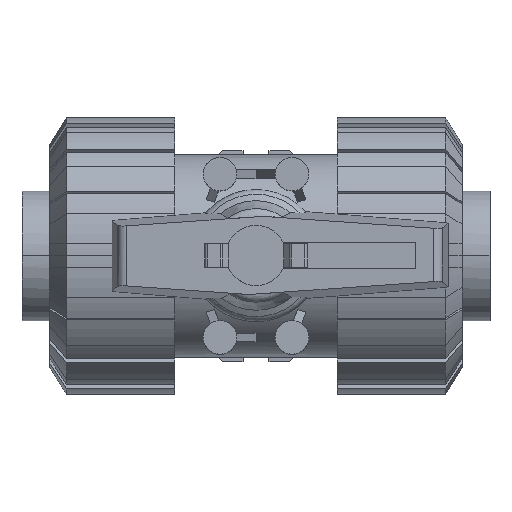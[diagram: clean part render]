
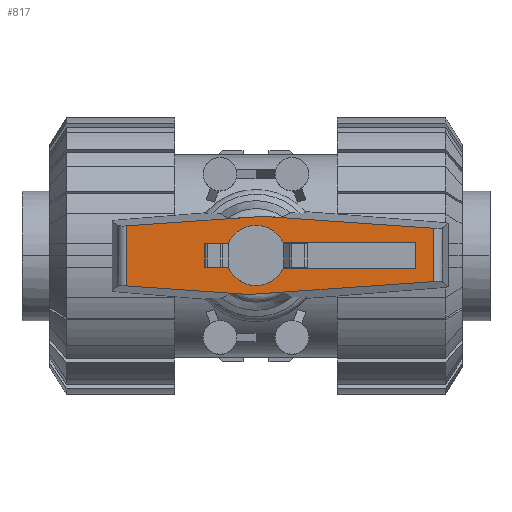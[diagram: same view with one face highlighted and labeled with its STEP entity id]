
A CAD part, top view. The second image highlights one B-rep face of the part: STEP entity #817.
In plain terms, the highlighted planar face has unit normal (0, 0, 1).
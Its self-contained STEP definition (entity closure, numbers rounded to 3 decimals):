
#817=ADVANCED_FACE('',(#1881,#1882),#1883,.T.);
#1881=FACE_BOUND('',#3263,.T.);
#1882=FACE_OUTER_BOUND('',#3264,.T.);
#1883=PLANE('',#3265);
#3263=EDGE_LOOP('',(#5715,#5716,#5717,#5718,#5719,#5720,#5721,#5722));
#3264=EDGE_LOOP('',(#5723,#5724,#5725,#5726,#5727,#5728,#5729,#5730));
#3265=AXIS2_PLACEMENT_3D('',#5731,#5732,#5733);
#5715=ORIENTED_EDGE('',*,*,#9077,.T.);
#5716=ORIENTED_EDGE('',*,*,#9162,.T.);
#5717=ORIENTED_EDGE('',*,*,#9240,.T.);
#5718=ORIENTED_EDGE('',*,*,#9167,.T.);
#5719=ORIENTED_EDGE('',*,*,#9066,.T.);
#5720=ORIENTED_EDGE('',*,*,#9062,.T.);
#5721=ORIENTED_EDGE('',*,*,#9058,.T.);
#5722=ORIENTED_EDGE('',*,*,#9053,.T.);
#5723=ORIENTED_EDGE('',*,*,#9277,.T.);
#5724=ORIENTED_EDGE('',*,*,#9327,.T.);
#5725=ORIENTED_EDGE('',*,*,#9314,.T.);
#5726=ORIENTED_EDGE('',*,*,#9304,.T.);
#5727=ORIENTED_EDGE('',*,*,#9296,.T.);
#5728=ORIENTED_EDGE('',*,*,#9329,.F.);
#5729=ORIENTED_EDGE('',*,*,#9231,.T.);
#5730=ORIENTED_EDGE('',*,*,#9269,.T.);
#5731=CARTESIAN_POINT('',(3.932,0.0,103.5));
#5732=DIRECTION('',(0.0,0.0,1.0));
#5733=DIRECTION('',(1.0,0.0,0.0));
#9053=EDGE_CURVE('',#10825,#10826,#10827,.T.);
#9058=EDGE_CURVE('',#10834,#10825,#10835,.T.);
#9062=EDGE_CURVE('',#10840,#10834,#10841,.T.);
#9066=EDGE_CURVE('',#10846,#10840,#10847,.T.);
#9077=EDGE_CURVE('',#10826,#10861,#10862,.T.);
#9162=EDGE_CURVE('',#10861,#10980,#10982,.T.);
#9167=EDGE_CURVE('',#10988,#10846,#10989,.T.);
#9231=EDGE_CURVE('',#11096,#11094,#11097,.T.);
#9240=EDGE_CURVE('',#10980,#10988,#11109,.T.);
#9269=EDGE_CURVE('',#11094,#11146,#11148,.T.);
#9277=EDGE_CURVE('',#11146,#11161,#11163,.T.);
#9296=EDGE_CURVE('',#11193,#11191,#11194,.T.);
#9304=EDGE_CURVE('',#11207,#11193,#11208,.T.);
#9314=EDGE_CURVE('',#11219,#11207,#11220,.T.);
#9327=EDGE_CURVE('',#11161,#11219,#11238,.T.);
#9329=EDGE_CURVE('',#11096,#11191,#11240,.T.);
#10825=VERTEX_POINT('',#13424);
#10826=VERTEX_POINT('',#13425);
#10827=LINE('',#13426,#13427);
#10834=VERTEX_POINT('',#13437);
#10835=LINE('',#13438,#13439);
#10840=VERTEX_POINT('',#13446);
#10841=LINE('',#13447,#13448);
#10846=VERTEX_POINT('',#13455);
#10847=CIRCLE('',#13456,6.286);
#10861=VERTEX_POINT('',#13474);
#10862=CIRCLE('',#13475,6.286);
#10980=VERTEX_POINT('',#13636);
#10982=LINE('',#13639,#13640);
#10988=VERTEX_POINT('',#13648);
#10989=LINE('',#13649,#13650);
#11094=VERTEX_POINT('',#14006);
#11096=VERTEX_POINT('',#14009);
#11097=LINE('',#14010,#14011);
#11109=LINE('',#14027,#14028);
#11146=VERTEX_POINT('',#14124);
#11148=LINE('',#14127,#14128);
#11161=VERTEX_POINT('',#14144);
#11163=LINE('',#14146,#14147);
#11191=VERTEX_POINT('',#14237);
#11193=VERTEX_POINT('',#14239);
#11194=LINE('',#14240,#14241);
#11207=VERTEX_POINT('',#14327);
#11208=LINE('',#14328,#14329);
#11219=VERTEX_POINT('',#14365);
#11220=LINE('',#14366,#14367);
#11238=LINE('',#14423,#14424);
#11240=LINE('',#14426,#14427);
#13424=CARTESIAN_POINT('',(33.333,-2.75,103.5));
#13425=CARTESIAN_POINT('',(5.652,-2.75,103.5));
#13426=CARTESIAN_POINT('',(10.299,-2.75,103.5));
#13427=VECTOR('',#18994,1.0);
#13437=CARTESIAN_POINT('',(33.333,2.75,103.5));
#13438=CARTESIAN_POINT('',(33.333,0.0,103.5));
#13439=VECTOR('',#18998,1.0);
#13446=CARTESIAN_POINT('',(5.652,2.75,103.5));
#13447=CARTESIAN_POINT('',(10.299,2.75,103.5));
#13448=VECTOR('',#19001,1.0);
#13455=CARTESIAN_POINT('',(-5.778,2.475,103.5));
#13456=AXIS2_PLACEMENT_3D('',#19004,#19005,#19006);
#13474=CARTESIAN_POINT('',(-5.778,-2.475,103.5));
#13475=AXIS2_PLACEMENT_3D('',#19020,#19021,#19022);
#13636=CARTESIAN_POINT('',(-10.633,-2.475,103.5));
#13639=CARTESIAN_POINT('',(-1.986,-2.475,103.5));
#13640=VECTOR('',#19109,1.0);
#13648=CARTESIAN_POINT('',(-10.633,2.475,103.5));
#13649=CARTESIAN_POINT('',(-1.986,2.475,103.5));
#13650=VECTOR('',#19112,1.0);
#14006=CARTESIAN_POINT('',(0.429,8.204,103.5));
#14009=CARTESIAN_POINT('',(36.912,5.652,103.5));
#14010=CARTESIAN_POINT('',(21.382,6.738,103.5));
#14011=VECTOR('',#19164,1.0);
#14027=CARTESIAN_POINT('',(-10.633,3.713,103.5));
#14028=VECTOR('',#19175,1.0);
#14124=CARTESIAN_POINT('',(0.438,8.069,103.5));
#14127=CARTESIAN_POINT('',(0.077,13.236,103.5));
#14128=VECTOR('',#19193,1.0);
#14144=CARTESIAN_POINT('',(-26.912,6.157,103.5));
#14146=CARTESIAN_POINT('',(-3.003,7.829,103.5));
#14147=VECTOR('',#19206,1.0);
#14237=CARTESIAN_POINT('',(36.912,-5.457,103.5));
#14239=CARTESIAN_POINT('',(-0.438,-8.069,103.5));
#14240=CARTESIAN_POINT('',(22.058,-6.496,103.5));
#14241=VECTOR('',#19230,1.0);
#14327=CARTESIAN_POINT('',(-0.429,-8.204,103.5));
#14328=CARTESIAN_POINT('',(-0.676,-4.669,103.5));
#14329=VECTOR('',#19232,1.0);
#14365=CARTESIAN_POINT('',(-26.912,-6.352,103.5));
#14366=CARTESIAN_POINT('',(-3.705,-7.974,103.5));
#14367=VECTOR('',#19237,1.0);
#14423=CARTESIAN_POINT('',(-26.912,9.9,103.5));
#14424=VECTOR('',#19248,1.0);
#14426=CARTESIAN_POINT('',(36.912,9.9,103.5));
#14427=VECTOR('',#19249,1.0);
#18994=DIRECTION('',(-1.0,0.0,0.0));
#18998=DIRECTION('',(0.0,-1.0,0.0));
#19001=DIRECTION('',(1.0,0.0,-0.0));
#19004=CARTESIAN_POINT('',(0.0,0.0,103.5));
#19005=DIRECTION('',(0.0,0.0,-1.0));
#19006=DIRECTION('',(1.0,0.0,0.0));
#19020=CARTESIAN_POINT('',(0.0,0.0,103.5));
#19021=DIRECTION('',(0.0,0.0,-1.0));
#19022=DIRECTION('',(1.0,0.0,0.0));
#19109=DIRECTION('',(-1.0,0.0,0.0));
#19112=DIRECTION('',(1.0,0.0,0.0));
#19164=DIRECTION('',(-0.998,0.07,0.0));
#19175=DIRECTION('',(0.0,1.0,-0.0));
#19193=DIRECTION('',(0.07,-0.998,0.0));
#19206=DIRECTION('',(-0.998,-0.07,0.0));
#19230=DIRECTION('',(0.998,0.07,-0.0));
#19232=DIRECTION('',(-0.07,0.998,0.0));
#19237=DIRECTION('',(0.998,-0.07,0.0));
#19248=DIRECTION('',(0.0,-1.0,0.0));
#19249=DIRECTION('',(0.0,-1.0,0.0));
